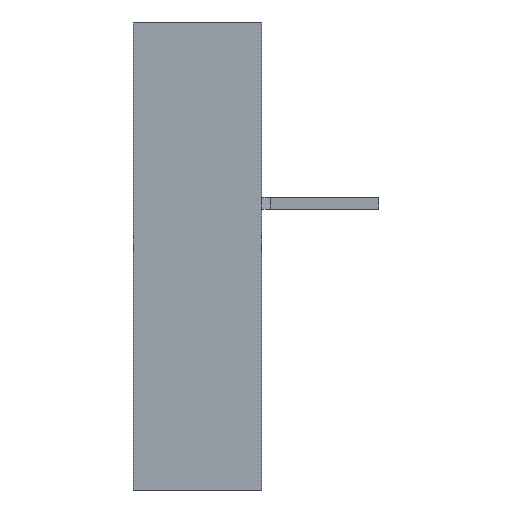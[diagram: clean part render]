
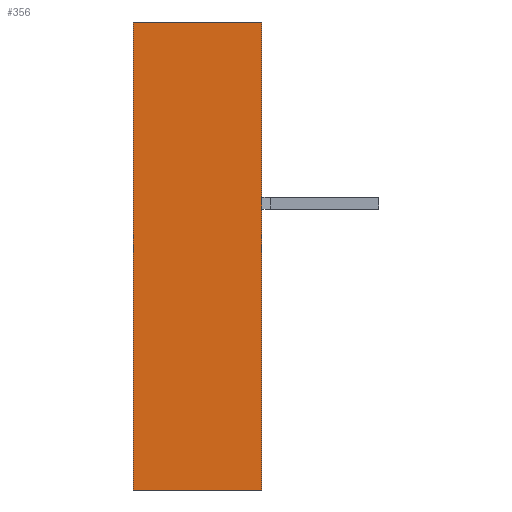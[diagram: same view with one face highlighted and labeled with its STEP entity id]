
A CAD part, left-side view. The second image highlights one B-rep face of the part: STEP entity #356.
In plain terms, the highlighted planar face has unit normal (-1, 0, 0).
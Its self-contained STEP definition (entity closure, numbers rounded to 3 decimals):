
#41=PLANE('',#393);
#60=FACE_OUTER_BOUND('',#81,.T.);
#81=EDGE_LOOP('',(#316,#317,#318,#319));
#124=LINE('',#573,#167);
#125=LINE('',#576,#168);
#126=LINE('',#578,#169);
#127=LINE('',#579,#170);
#167=VECTOR('',#473,10.);
#168=VECTOR('',#476,10.);
#169=VECTOR('',#477,10.);
#170=VECTOR('',#478,10.);
#201=VERTEX_POINT('',#569);
#202=VERTEX_POINT('',#571);
#203=VERTEX_POINT('',#575);
#204=VERTEX_POINT('',#577);
#244=EDGE_CURVE('',#201,#202,#124,.T.);
#245=EDGE_CURVE('',#201,#203,#125,.T.);
#246=EDGE_CURVE('',#204,#202,#126,.T.);
#247=EDGE_CURVE('',#203,#204,#127,.T.);
#316=ORIENTED_EDGE('',*,*,#245,.F.);
#317=ORIENTED_EDGE('',*,*,#244,.T.);
#318=ORIENTED_EDGE('',*,*,#246,.F.);
#319=ORIENTED_EDGE('',*,*,#247,.F.);
#356=ADVANCED_FACE('',(#60),#41,.T.);
#393=AXIS2_PLACEMENT_3D('',#574,#474,#475);
#473=DIRECTION('',(0.,0.,1.));
#474=DIRECTION('center_axis',(-1.,0.,0.));
#475=DIRECTION('ref_axis',(0.,-1.,0.));
#476=DIRECTION('',(0.,1.,0.));
#477=DIRECTION('',(0.,-1.,0.));
#478=DIRECTION('',(0.,0.,1.));
#569=CARTESIAN_POINT('',(-1.752,-3.471,200.));
#571=CARTESIAN_POINT('',(-1.752,-3.471,400.));
#573=CARTESIAN_POINT('',(-1.752,-3.471,200.));
#574=CARTESIAN_POINT('Origin',(-1.752,51.529,200.));
#575=CARTESIAN_POINT('',(-1.752,51.529,200.));
#576=CARTESIAN_POINT('',(-1.752,-3.471,200.));
#577=CARTESIAN_POINT('',(-1.752,51.529,400.));
#578=CARTESIAN_POINT('',(-1.752,-3.471,400.));
#579=CARTESIAN_POINT('',(-1.752,51.529,200.));
